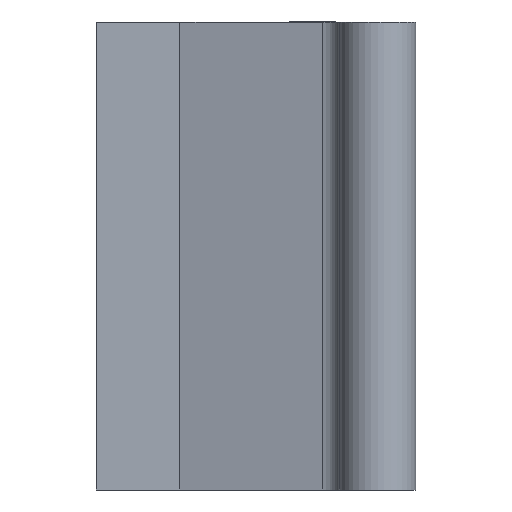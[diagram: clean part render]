
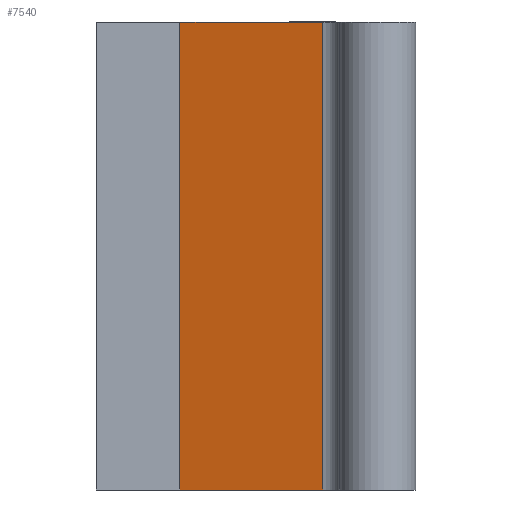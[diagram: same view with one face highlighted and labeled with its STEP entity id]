
A CAD part, left-side view. The second image highlights one B-rep face of the part: STEP entity #7540.
In plain terms, the highlighted face is planar.
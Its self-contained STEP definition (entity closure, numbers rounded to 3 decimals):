
#1380=CARTESIAN_POINT('',(-1061.792,343.566,0.));
#1390=VERTEX_POINT('',#1380);
#1420=CARTESIAN_POINT('',(-1094.521,465.713,0.));
#1430=DIRECTION('',(-0.259,0.966,0.));
#1440=VECTOR('',#1430,1.);
#1450=LINE('',#1420,#1440);
#1460=CARTESIAN_POINT('',(-1062.295,345.444,0.));
#1470=VERTEX_POINT('',#1460);
#1480=EDGE_CURVE('',#1390,#1470,#1450,.T.);
#2560=CARTESIAN_POINT('',(-1062.295,345.444,6.6));
#2570=DIRECTION('',(0.,0.,1.));
#2580=VECTOR('',#2570,1.);
#2590=LINE('',#2560,#2580);
#2600=CARTESIAN_POINT('',(-1062.295,345.444,6.15));
#2610=VERTEX_POINT('',#2600);
#2620=EDGE_CURVE('',#1470,#2610,#2590,.T.);
#6780=CARTESIAN_POINT('',(-1094.521,465.713,6.15));
#6790=DIRECTION('',(0.259,-0.966,-0.));
#6800=VECTOR('',#6790,1.);
#6810=LINE('',#6780,#6800);
#6820=CARTESIAN_POINT('',(-1061.792,343.566,6.15));
#6830=VERTEX_POINT('',#6820);
#6840=EDGE_CURVE('',#2610,#6830,#6810,.T.);
#7380=CARTESIAN_POINT('',(-1061.792,343.566,6.6));
#7390=DIRECTION('',(0.966,0.259,-0.));
#7400=DIRECTION('',(-0.259,0.966,0.));
#7410=AXIS2_PLACEMENT_3D('',#7380,#7390,#7400);
#7420=PLANE('',#7410);
#7430=ORIENTED_EDGE('',*,*,#2620,.T.);
#7440=ORIENTED_EDGE('',*,*,#1480,.T.);
#7450=CARTESIAN_POINT('',(-1061.792,343.566,6.6));
#7460=DIRECTION('',(0.,0.,-1.));
#7470=VECTOR('',#7460,1.);
#7480=LINE('',#7450,#7470);
#7490=EDGE_CURVE('',#6830,#1390,#7480,.T.);
#7500=ORIENTED_EDGE('',*,*,#7490,.T.);
#7510=ORIENTED_EDGE('',*,*,#6840,.T.);
#7520=EDGE_LOOP('',(#7510,#7500,#7440,#7430));
#7530=FACE_OUTER_BOUND('',#7520,.T.);
#7540=ADVANCED_FACE('',(#7530),#7420,.T.);
